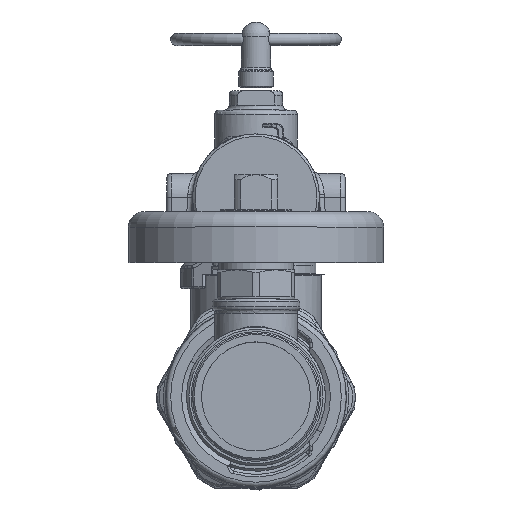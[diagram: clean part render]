
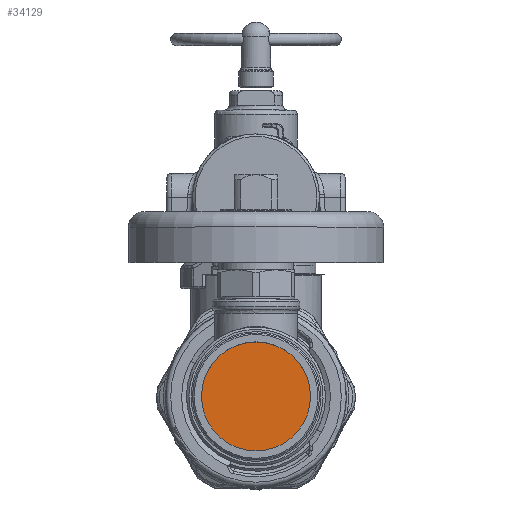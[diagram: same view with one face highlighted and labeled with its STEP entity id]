
A CAD part, top view. The second image highlights one B-rep face of the part: STEP entity #34129.
In plain terms, the highlighted face is planar.
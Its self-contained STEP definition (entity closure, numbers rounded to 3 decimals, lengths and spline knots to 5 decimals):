
#1600=PLANE('',#37549);
#4758=FACE_OUTER_BOUND('',#7062,.T.);
#7062=EDGE_LOOP('',(#29507));
#10603=CIRCLE('',#37548,0.44);
#15691=VERTEX_POINT('',#132099);
#20355=EDGE_CURVE('',#15691,#15691,#10603,.T.);
#29507=ORIENTED_EDGE('',*,*,#20355,.F.);
#34129=ADVANCED_FACE('',(#4758),#1600,.T.);
#37548=AXIS2_PLACEMENT_3D('',#132101,#44770,#44771);
#37549=AXIS2_PLACEMENT_3D('',#132102,#44772,#44773);
#44770=DIRECTION('center_axis',(0.,1.,0.));
#44771=DIRECTION('ref_axis',(1.,0.,0.));
#44772=DIRECTION('center_axis',(0.,-1.,0.));
#44773=DIRECTION('ref_axis',(0.,0.,-1.));
#132099=CARTESIAN_POINT('',(-0.44,-0.4721,0.));
#132101=CARTESIAN_POINT('Origin',(0.,-0.4721,0.));
#132102=CARTESIAN_POINT('Origin',(0.,-0.4721,0.));
